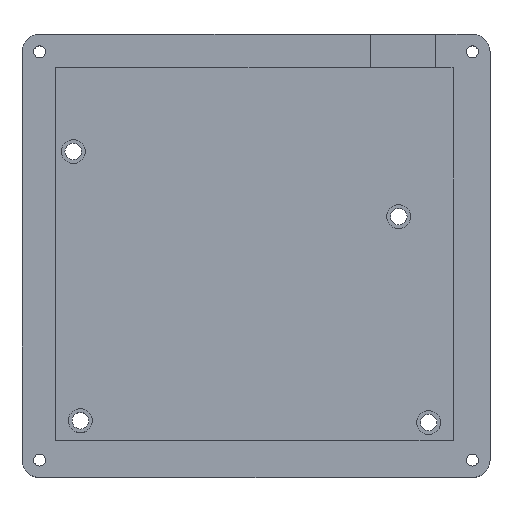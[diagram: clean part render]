
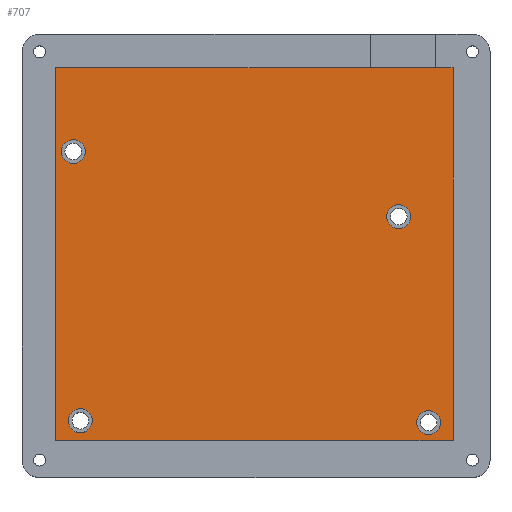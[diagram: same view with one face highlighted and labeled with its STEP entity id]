
A CAD part, top view. The second image highlights one B-rep face of the part: STEP entity #707.
In plain terms, the highlighted planar face has unit normal (0, 0, 1).
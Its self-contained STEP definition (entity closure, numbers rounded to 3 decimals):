
#24=FACE_BOUND('',#123,.T.);
#25=FACE_BOUND('',#124,.T.);
#26=FACE_BOUND('',#125,.T.);
#27=FACE_BOUND('',#126,.T.);
#47=PLANE('',#780);
#75=FACE_OUTER_BOUND('',#122,.T.);
#122=EDGE_LOOP('',(#543,#544,#545,#546));
#123=EDGE_LOOP('',(#547));
#124=EDGE_LOOP('',(#548));
#125=EDGE_LOOP('',(#549));
#126=EDGE_LOOP('',(#550));
#200=LINE('',#1155,#256);
#201=LINE('',#1157,#257);
#202=LINE('',#1159,#258);
#203=LINE('',#1160,#259);
#256=VECTOR('',#922,10.);
#257=VECTOR('',#923,10.);
#258=VECTOR('',#924,10.);
#259=VECTOR('',#925,10.);
#300=CIRCLE('',#778,3.4);
#301=CIRCLE('',#781,3.4);
#302=CIRCLE('',#782,3.4);
#303=CIRCLE('',#783,3.4);
#358=VERTEX_POINT('',#1148);
#359=VERTEX_POINT('',#1153);
#360=VERTEX_POINT('',#1154);
#361=VERTEX_POINT('',#1156);
#362=VERTEX_POINT('',#1158);
#363=VERTEX_POINT('',#1161);
#364=VERTEX_POINT('',#1163);
#365=VERTEX_POINT('',#1165);
#431=EDGE_CURVE('',#358,#358,#300,.T.);
#432=EDGE_CURVE('',#359,#360,#200,.T.);
#433=EDGE_CURVE('',#361,#359,#201,.T.);
#434=EDGE_CURVE('',#362,#361,#202,.T.);
#435=EDGE_CURVE('',#360,#362,#203,.T.);
#436=EDGE_CURVE('',#363,#363,#301,.T.);
#437=EDGE_CURVE('',#364,#364,#302,.T.);
#438=EDGE_CURVE('',#365,#365,#303,.T.);
#543=ORIENTED_EDGE('',*,*,#432,.F.);
#544=ORIENTED_EDGE('',*,*,#433,.F.);
#545=ORIENTED_EDGE('',*,*,#434,.F.);
#546=ORIENTED_EDGE('',*,*,#435,.F.);
#547=ORIENTED_EDGE('',*,*,#436,.T.);
#548=ORIENTED_EDGE('',*,*,#437,.T.);
#549=ORIENTED_EDGE('',*,*,#438,.T.);
#550=ORIENTED_EDGE('',*,*,#431,.T.);
#707=ADVANCED_FACE('',(#75,#24,#25,#26,#27),#47,.T.);
#778=AXIS2_PLACEMENT_3D('',#1150,#916,#917);
#780=AXIS2_PLACEMENT_3D('',#1152,#920,#921);
#781=AXIS2_PLACEMENT_3D('',#1162,#926,#927);
#782=AXIS2_PLACEMENT_3D('',#1164,#928,#929);
#783=AXIS2_PLACEMENT_3D('',#1166,#930,#931);
#916=DIRECTION('center_axis',(0.,0.,-1.));
#917=DIRECTION('ref_axis',(-1.,0.,0.));
#920=DIRECTION('center_axis',(0.,0.,1.));
#921=DIRECTION('ref_axis',(1.,0.,0.));
#922=DIRECTION('',(-1.,0.,0.));
#923=DIRECTION('',(0.,-1.,0.));
#924=DIRECTION('',(1.,0.,0.));
#925=DIRECTION('',(0.,1.,0.));
#926=DIRECTION('center_axis',(0.,0.,-1.));
#927=DIRECTION('ref_axis',(-1.,0.,0.));
#928=DIRECTION('center_axis',(0.,0.,-1.));
#929=DIRECTION('ref_axis',(-1.,0.,0.));
#930=DIRECTION('center_axis',(0.,0.,-1.));
#931=DIRECTION('ref_axis',(-1.,0.,0.));
#1148=CARTESIAN_POINT('',(58.655,-53.491,3.));
#1150=CARTESIAN_POINT('Origin',(55.255,-53.491,3.));
#1152=CARTESIAN_POINT('Origin',(5.685,-5.669,3.));
#1153=CARTESIAN_POINT('',(62.185,-58.669,3.));
#1154=CARTESIAN_POINT('',(-50.815,-58.669,3.));
#1155=CARTESIAN_POINT('',(33.935,-58.669,3.));
#1156=CARTESIAN_POINT('',(62.185,47.331,3.));
#1157=CARTESIAN_POINT('',(62.185,20.831,3.));
#1158=CARTESIAN_POINT('',(-50.815,47.331,3.));
#1159=CARTESIAN_POINT('',(-22.565,47.331,3.));
#1160=CARTESIAN_POINT('',(-50.815,-32.169,3.));
#1161=CARTESIAN_POINT('',(-40.345,-52.991,3.));
#1162=CARTESIAN_POINT('Origin',(-43.745,-52.991,3.));
#1163=CARTESIAN_POINT('',(-42.345,23.509,3.));
#1164=CARTESIAN_POINT('Origin',(-45.745,23.509,3.));
#1165=CARTESIAN_POINT('',(50.155,5.009,3.));
#1166=CARTESIAN_POINT('Origin',(46.755,5.009,3.));
